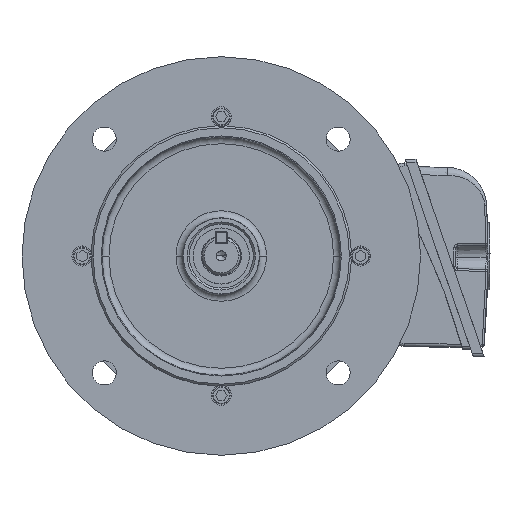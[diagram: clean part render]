
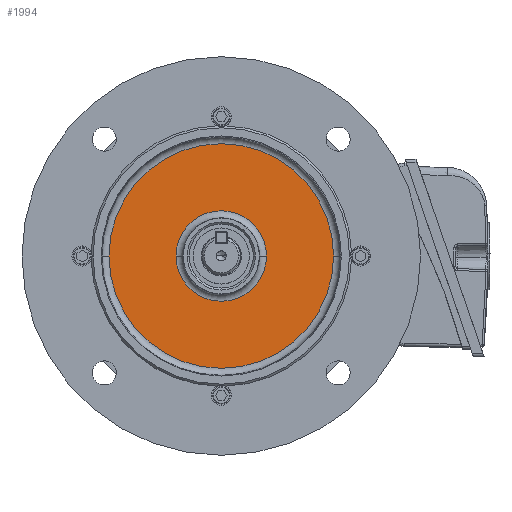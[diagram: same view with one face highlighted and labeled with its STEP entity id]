
A CAD part, top view. The second image highlights one B-rep face of the part: STEP entity #1994.
In plain terms, the highlighted planar face has unit normal (0, 0, 1).
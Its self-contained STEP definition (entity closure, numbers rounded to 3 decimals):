
#1256 = EDGE_LOOP ( 'NONE', ( #38938, #46665 ) ) ;
#1994 = ADVANCED_FACE ( 'NONE', ( #2640, #52171 ), #14960, .F. ) ;
#2640 = FACE_BOUND ( 'NONE', #1256, .T. ) ;
#6178 = DIRECTION ( 'NONE',  ( 0., 0., 1. ) ) ;
#7629 = VERTEX_POINT ( 'NONE', #12036 ) ;
#9689 = ORIENTED_EDGE ( 'NONE', *, *, #38739, .T. ) ;
#11010 = DIRECTION ( 'NONE',  ( 0., 0., 1. ) ) ;
#11678 = DIRECTION ( 'NONE',  ( 1., 0., 0. ) ) ;
#12036 = CARTESIAN_POINT ( 'NONE',  ( 22.583, 0., 0. ) ) ;
#12848 = DIRECTION ( 'NONE',  ( 1., 0., 0. ) ) ;
#13487 = EDGE_CURVE ( 'NONE', #30996, #7629, #32428, .T. ) ;
#14741 = CARTESIAN_POINT ( 'NONE',  ( 0., 22.583, 0. ) ) ;
#14960 = PLANE ( 'NONE',  #40597 ) ;
#16306 = AXIS2_PLACEMENT_3D ( 'NONE', #29821, #6178, #11678 ) ;
#21098 = VERTEX_POINT ( 'NONE', #55191 ) ;
#22857 = DIRECTION ( 'NONE',  ( 1., 0., 0. ) ) ;
#25148 = DIRECTION ( 'NONE',  ( 1., 0., 0. ) ) ;
#25350 = CARTESIAN_POINT ( 'NONE',  ( 0., 0., 0. ) ) ;
#25889 = CIRCLE ( 'NONE', #57308, 56.044 ) ;
#26922 = CARTESIAN_POINT ( 'NONE',  ( 0., 0., 0. ) ) ;
#28329 = EDGE_LOOP ( 'NONE', ( #43538, #9689 ) ) ;
#29716 = CARTESIAN_POINT ( 'NONE',  ( -22.583, 0., 0. ) ) ;
#29821 = CARTESIAN_POINT ( 'NONE',  ( 0., 0., 0. ) ) ;
#30426 = VERTEX_POINT ( 'NONE', #50358 ) ;
#30996 = VERTEX_POINT ( 'NONE', #29716 ) ;
#32428 = CIRCLE ( 'NONE', #34995, 22.583 ) ;
#34995 = AXIS2_PLACEMENT_3D ( 'NONE', #25350, #11010, #25148 ) ;
#38739 = EDGE_CURVE ( 'NONE', #30426, #21098, #44535, .T. ) ;
#38938 = ORIENTED_EDGE ( 'NONE', *, *, #60263, .F. ) ;
#40597 = AXIS2_PLACEMENT_3D ( 'NONE', #14741, #42627, #56218 ) ;
#42627 = DIRECTION ( 'NONE',  ( 0., 0., -1. ) ) ;
#43538 = ORIENTED_EDGE ( 'NONE', *, *, #55216, .T. ) ;
#43652 = CIRCLE ( 'NONE', #16306, 22.583 ) ;
#43711 = AXIS2_PLACEMENT_3D ( 'NONE', #45774, #59816, #22857 ) ;
#44535 = CIRCLE ( 'NONE', #43711, 56.044 ) ;
#45220 = DIRECTION ( 'NONE',  ( 0., 0., 1. ) ) ;
#45774 = CARTESIAN_POINT ( 'NONE',  ( 0., 0., 0. ) ) ;
#46665 = ORIENTED_EDGE ( 'NONE', *, *, #13487, .F. ) ;
#50358 = CARTESIAN_POINT ( 'NONE',  ( -56.044, 0., 0. ) ) ;
#52171 = FACE_OUTER_BOUND ( 'NONE', #28329, .T. ) ;
#55191 = CARTESIAN_POINT ( 'NONE',  ( 56.044, 0., 0. ) ) ;
#55216 = EDGE_CURVE ( 'NONE', #21098, #30426, #25889, .T. ) ;
#56218 = DIRECTION ( 'NONE',  ( -1., 0., 0. ) ) ;
#57308 = AXIS2_PLACEMENT_3D ( 'NONE', #26922, #45220, #12848 ) ;
#59816 = DIRECTION ( 'NONE',  ( 0., 0., 1. ) ) ;
#60263 = EDGE_CURVE ( 'NONE', #7629, #30996, #43652, .T. ) ;
